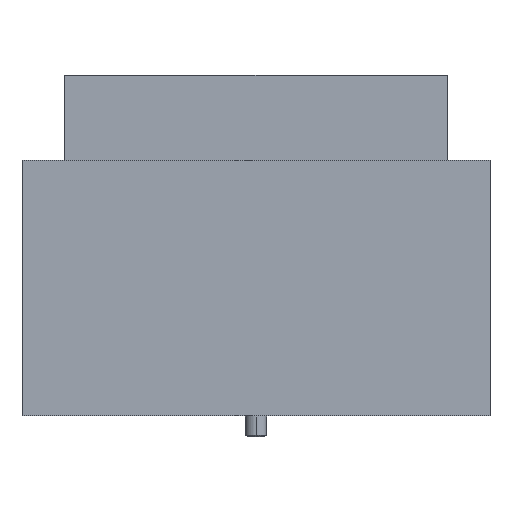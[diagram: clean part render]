
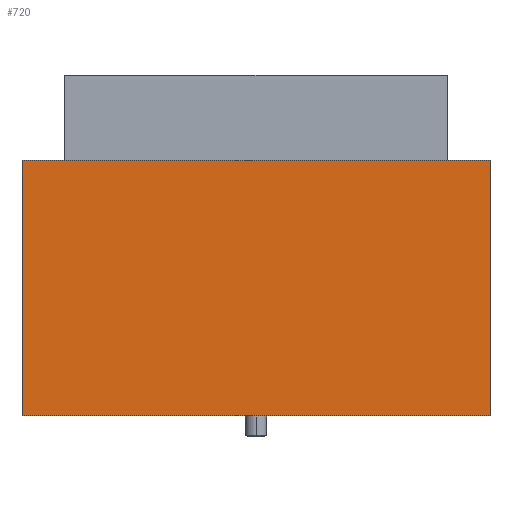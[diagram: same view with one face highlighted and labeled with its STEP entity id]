
A CAD part, left-side view. The second image highlights one B-rep face of the part: STEP entity #720.
In plain terms, the highlighted planar face has unit normal (-1, 0, 0).
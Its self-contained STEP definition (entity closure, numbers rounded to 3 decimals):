
#720=ADVANCED_FACE('',(#1051),#4756,.T.);
#1051=FACE_OUTER_BOUND('',#1385,.T.);
#1385=EDGE_LOOP('',(#1825,#1826,#1827,#1828));
#1825=ORIENTED_EDGE('',*,*,#3256,.T.);
#1826=ORIENTED_EDGE('',*,*,#3257,.T.);
#1827=ORIENTED_EDGE('',*,*,#3258,.F.);
#1828=ORIENTED_EDGE('',*,*,#3259,.F.);
#3256=EDGE_CURVE('',#4289,#4290,#3984,.T.);
#3257=EDGE_CURVE('',#4290,#4291,#3985,.T.);
#3258=EDGE_CURVE('',#4292,#4291,#3986,.T.);
#3259=EDGE_CURVE('',#4289,#4292,#3987,.T.);
#3984=B_SPLINE_CURVE_WITH_KNOTS('',1,(#5807,#5808),.UNSPECIFIED.,.F.,.F.,
(2,2),(0.,110.),.UNSPECIFIED.);
#3985=B_SPLINE_CURVE_WITH_KNOTS('',1,(#5809,#5810),.UNSPECIFIED.,.F.,.F.,
(2,2),(0.,60.),.UNSPECIFIED.);
#3986=B_SPLINE_CURVE_WITH_KNOTS('',1,(#5811,#5812),.UNSPECIFIED.,.F.,.F.,
(2,2),(0.,110.),.UNSPECIFIED.);
#3987=B_SPLINE_CURVE_WITH_KNOTS('',1,(#5813,#5814),.UNSPECIFIED.,.F.,.F.,
(2,2),(0.,60.),.UNSPECIFIED.);
#4289=VERTEX_POINT('',#5729);
#4290=VERTEX_POINT('',#5730);
#4291=VERTEX_POINT('',#5731);
#4292=VERTEX_POINT('',#5732);
#4756=PLANE('',#5007);
#5007=AXIS2_PLACEMENT_3D('',#5676,#5304,$);
#5304=DIRECTION('',(-1.,0.,0.));
#5676=CARTESIAN_POINT('',(195.,-55.,60.));
#5729=CARTESIAN_POINT('',(195.,-55.,60.));
#5730=CARTESIAN_POINT('',(195.,55.,60.));
#5731=CARTESIAN_POINT('',(195.,55.,0.));
#5732=CARTESIAN_POINT('',(195.,-55.,0.));
#5807=CARTESIAN_POINT('',(195.,-55.,60.));
#5808=CARTESIAN_POINT('',(195.,55.,60.));
#5809=CARTESIAN_POINT('',(195.,55.,60.));
#5810=CARTESIAN_POINT('',(195.,55.,0.));
#5811=CARTESIAN_POINT('',(195.,-55.,0.));
#5812=CARTESIAN_POINT('',(195.,55.,0.));
#5813=CARTESIAN_POINT('',(195.,-55.,60.));
#5814=CARTESIAN_POINT('',(195.,-55.,0.));
